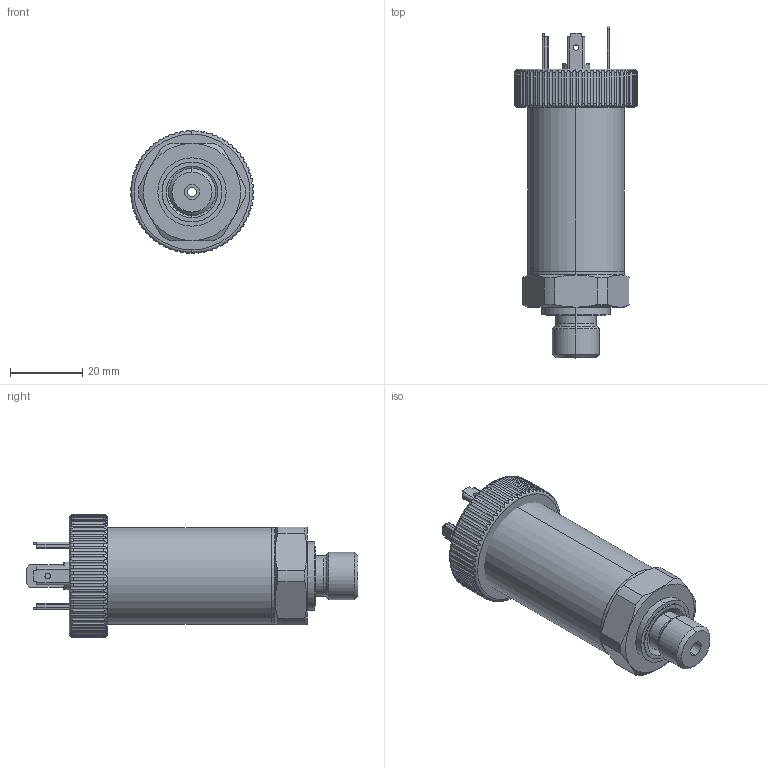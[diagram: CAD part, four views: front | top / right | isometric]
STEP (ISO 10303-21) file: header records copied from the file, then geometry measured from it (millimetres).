
FILE_DESCRIPTION (( 'STEP AP214' ), '1' );
FILE_NAME ('8292.XX.XX.17.05.STEP', '2022-06-07T06:29:40', ( '' ), ( '' ), 'SwSTEP 2.0', 'SolidWorks 2021', '' );
FILE_SCHEMA (( 'AUTOMOTIVE_DESIGN' ));
Length unit declared in the file: millimetre
Products named in the file (1): 8292.XX.XX.17.05
Bounding box: 33.99 x 91.85 x 34 mm (x, y, z)
Surface area: 10226.5 mm2 (no closed solid volume)
Topology: 0 solids, 8 shells, 302 faces, 914 edges, 628 vertices
Faces by surface type: cylinder 214, plane 66, torus 12, cone 10
Entity records: 16190 total; most frequent: CARTESIAN_POINT 4859, ORIENTED_EDGE 1730, DIRECTION 1562, EDGE_CURVE 914, VERTEX_POINT 628, AXIS2_PLACEMENT_3D 593, LINE 376, VECTOR 376
